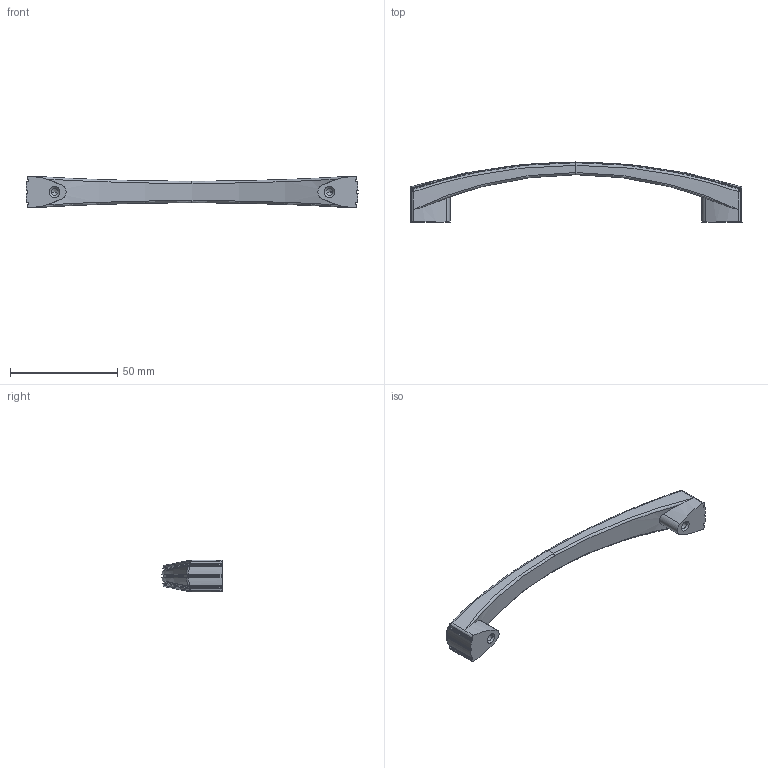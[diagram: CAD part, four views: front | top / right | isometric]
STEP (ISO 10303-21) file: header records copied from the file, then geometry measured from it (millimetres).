
FILE_DESCRIPTION(('Creo Elements/Direct Modeling STEP Export'),'2;1');
FILE_NAME('1309-154.stp','2019-10-30T 8:07:56',(''),(''),'Creo Elements/Direct Modeling STEP processor for AP214 (Solid Model)','Creo Elements/Direct Modeling 20.0 12-Nov-2016 (C) Parametric Technology GmbH','');
FILE_SCHEMA(('AUTOMOTIVE_DESIGN { 1 0 10303 214 1 1 1 1 }'));
Length unit declared in the file: millimetre
Products named in the file (1): 1309-154
Bounding box: 154.64 x 27.97 x 14.89 mm (x, y, z)
Volume: 16471.7 mm3; surface area: 7644.3 mm2
Topology: 1 solids, 1 shells, 176 faces, 438 edges, 264 vertices
Faces by surface type: bspline 76, cylinder 70, torus 14, plane 8, cone 8
Entity records: 18852 total; most frequent: CARTESIAN_POINT 15445, ORIENTED_EDGE 868, DIRECTION 474, EDGE_CURVE 434, VERTEX_POINT 264, AXIS2_PLACEMENT_3D 189, EDGE_LOOP 180, FACE_OUTER_BOUND 176
